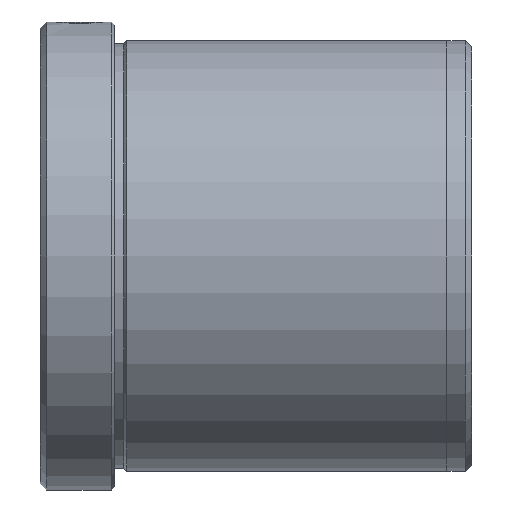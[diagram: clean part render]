
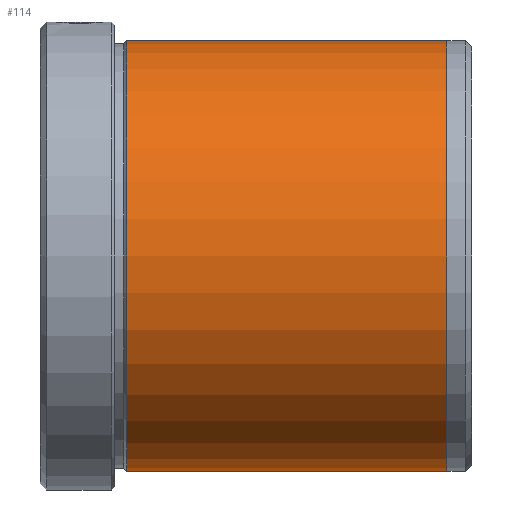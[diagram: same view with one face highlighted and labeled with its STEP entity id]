
A CAD part, left-side view. The second image highlights one B-rep face of the part: STEP entity #114.
In plain terms, the highlighted cylindrical face has radius 35 mm (diameter 70 mm), a partial arc.
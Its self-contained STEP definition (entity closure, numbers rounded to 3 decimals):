
#37 = CARTESIAN_POINT ( 'NONE',  ( 0., -66., 35. ) ) ;
#42 = CYLINDRICAL_SURFACE ( 'NONE', #1580, 35. ) ;
#114 = ADVANCED_FACE ( 'NONE', ( #125 ), #42, .T. ) ;
#124 = DIRECTION ( 'NONE',  ( 0., 1., 0. ) ) ;
#125 = FACE_OUTER_BOUND ( 'NONE', #708, .T. ) ;
#159 = CARTESIAN_POINT ( 'NONE',  ( 0., 0., 0. ) ) ;
#179 = DIRECTION ( 'NONE',  ( 0., 0., 1. ) ) ;
#225 = EDGE_CURVE ( 'NONE', #1135, #925, #1353, .T. ) ;
#274 = DIRECTION ( 'NONE',  ( 0., 1., 0. ) ) ;
#295 = CARTESIAN_POINT ( 'NONE',  ( 0., -14., 0. ) ) ;
#431 = DIRECTION ( 'NONE',  ( 0., 0., 1. ) ) ;
#433 = DIRECTION ( 'NONE',  ( 0., 1., 0. ) ) ;
#484 = CARTESIAN_POINT ( 'NONE',  ( 0., -66., 0. ) ) ;
#497 = CARTESIAN_POINT ( 'NONE',  ( 0., 0., 35. ) ) ;
#514 = VERTEX_POINT ( 'NONE', #37 ) ;
#521 = ORIENTED_EDGE ( 'NONE', *, *, #225, .F. ) ;
#602 = EDGE_CURVE ( 'NONE', #514, #1135, #881, .T. ) ;
#614 = VECTOR ( 'NONE', #274, 1000. ) ;
#617 = CARTESIAN_POINT ( 'NONE',  ( 0., -66., -35. ) ) ;
#625 = DIRECTION ( 'NONE',  ( 0., 0., -1. ) ) ;
#637 = VECTOR ( 'NONE', #433, 1000. ) ;
#708 = EDGE_LOOP ( 'NONE', ( #521, #1586, #1378, #980 ) ) ;
#873 = EDGE_CURVE ( 'NONE', #925, #885, #1372, .T. ) ;
#881 = CIRCLE ( 'NONE', #1420, 35. ) ;
#885 = VERTEX_POINT ( 'NONE', #1098 ) ;
#925 = VERTEX_POINT ( 'NONE', #1108 ) ;
#980 = ORIENTED_EDGE ( 'NONE', *, *, #873, .F. ) ;
#984 = AXIS2_PLACEMENT_3D ( 'NONE', #295, #1232, #431 ) ;
#1098 = CARTESIAN_POINT ( 'NONE',  ( 0., -14., 35. ) ) ;
#1108 = CARTESIAN_POINT ( 'NONE',  ( 0., -14., -35. ) ) ;
#1135 = VERTEX_POINT ( 'NONE', #617 ) ;
#1232 = DIRECTION ( 'NONE',  ( 0., 1., 0. ) ) ;
#1326 = LINE ( 'NONE', #497, #614 ) ;
#1353 = LINE ( 'NONE', #1701, #637 ) ;
#1372 = CIRCLE ( 'NONE', #984, 35. ) ;
#1378 = ORIENTED_EDGE ( 'NONE', *, *, #1510, .T. ) ;
#1420 = AXIS2_PLACEMENT_3D ( 'NONE', #484, #1435, #625 ) ;
#1435 = DIRECTION ( 'NONE',  ( 0., -1., 0. ) ) ;
#1510 = EDGE_CURVE ( 'NONE', #514, #885, #1326, .T. ) ;
#1580 = AXIS2_PLACEMENT_3D ( 'NONE', #159, #124, #179 ) ;
#1586 = ORIENTED_EDGE ( 'NONE', *, *, #602, .F. ) ;
#1701 = CARTESIAN_POINT ( 'NONE',  ( 0., 0., -35. ) ) ;
